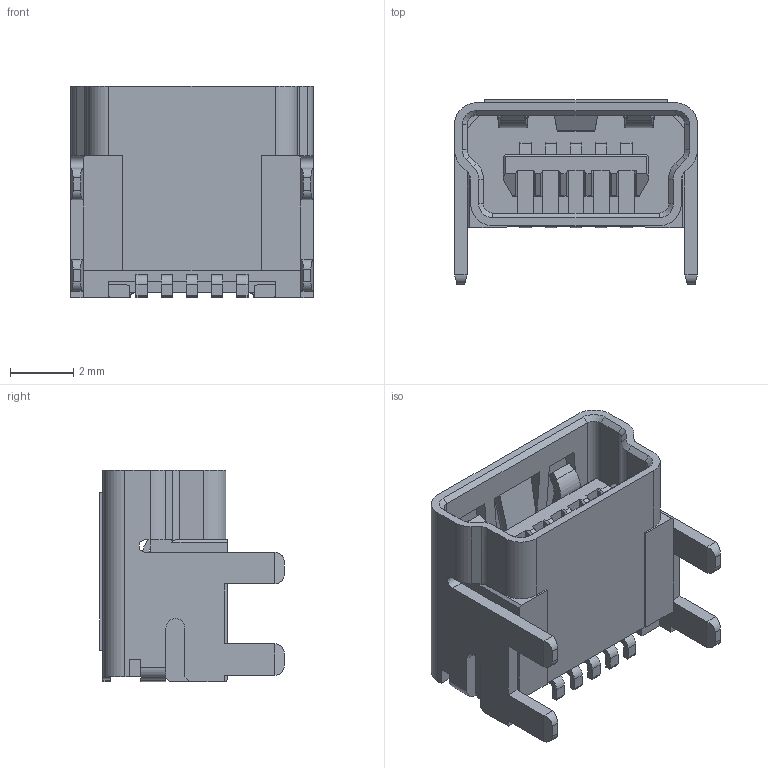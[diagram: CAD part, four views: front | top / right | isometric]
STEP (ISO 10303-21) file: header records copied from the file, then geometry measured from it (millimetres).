
FILE_DESCRIPTION((''),'2;1');
FILE_NAME('513870578','2014-05-15T',('me'),(''),'PRO/ENGINEER BY PARAMETRIC TECHNOLOGY CORPORATION, 2011490','PRO/ENGINEER BY PARAMETRIC TECHNOLOGY CORPORATION, 2011490','');
FILE_SCHEMA(('CONFIG_CONTROL_DESIGN'));
Length unit declared in the file: millimetre
Products named in the file (1): 513870578
Bounding box: 7.7 x 5.85 x 6.7 mm (x, y, z)
Volume: 97.1 mm3; surface area: 490.4 mm2
Topology: 1 solids, 1 shells, 384 faces, 1089 edges, 712 vertices
Faces by surface type: plane 284, cylinder 74, bspline 18, cone 8
Entity records: 12888 total; most frequent: CARTESIAN_POINT 2955, ORIENTED_EDGE 2106, DIRECTION 1899, EDGE_CURVE 1053, VECTOR 893, LINE 893, VERTEX_POINT 676, AXIS2_PLACEMENT_3D 503
